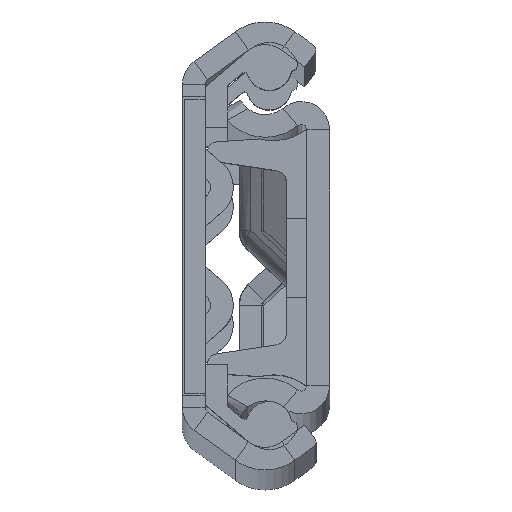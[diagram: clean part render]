
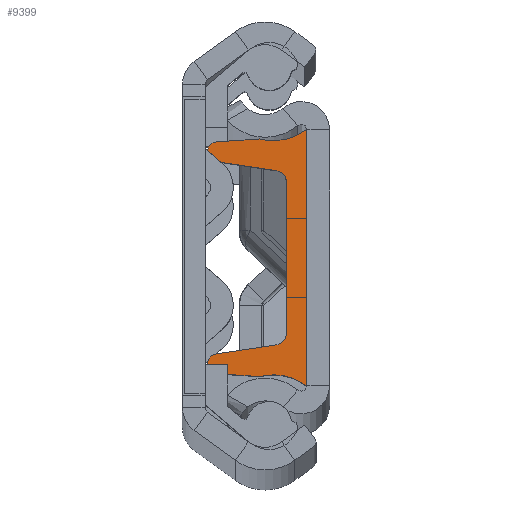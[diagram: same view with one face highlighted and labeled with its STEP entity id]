
A CAD part, top view. The second image highlights one B-rep face of the part: STEP entity #9399.
In plain terms, the highlighted face is planar.
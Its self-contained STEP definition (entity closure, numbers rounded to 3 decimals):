
#20 = ORIENTED_EDGE ( 'NONE', *, *, #6171, .T. ) ;
#39 = LINE ( 'NONE', #4833, #3149 ) ;
#168 = VECTOR ( 'NONE', #4348, 1000. ) ;
#280 = DIRECTION ( 'NONE',  ( 0., 0., -1. ) ) ;
#384 = ORIENTED_EDGE ( 'NONE', *, *, #6520, .T. ) ;
#482 = CARTESIAN_POINT ( 'NONE',  ( 6., -11.35, 0. ) ) ;
#632 = ORIENTED_EDGE ( 'NONE', *, *, #4388, .T. ) ;
#637 = ORIENTED_EDGE ( 'NONE', *, *, #2750, .T. ) ;
#1054 = FACE_OUTER_BOUND ( 'NONE', #6122, .T. ) ;
#1110 = EDGE_CURVE ( 'NONE', #6509, #2844, #3565, .T. ) ;
#1202 = CARTESIAN_POINT ( 'NONE',  ( 6., 10.248, 7.983 ) ) ;
#1258 = VECTOR ( 'NONE', #1765, 1000. ) ;
#1404 = CARTESIAN_POINT ( 'NONE',  ( 6., -15.35, 3. ) ) ;
#1483 = CIRCLE ( 'NONE', #8729, 1. ) ;
#1620 = ORIENTED_EDGE ( 'NONE', *, *, #3159, .F. ) ;
#1675 = DIRECTION ( 'NONE',  ( 0., -1., 0. ) ) ;
#1741 = DIRECTION ( 'NONE',  ( 0., 0., -1. ) ) ;
#1765 = DIRECTION ( 'NONE',  ( 0., -0.067, 0.998 ) ) ;
#1784 = DIRECTION ( 'NONE',  ( 1., 0., 0. ) ) ;
#1811 = LINE ( 'NONE', #3343, #1258 ) ;
#1843 = VERTEX_POINT ( 'NONE', #3692 ) ;
#1934 = CARTESIAN_POINT ( 'NONE',  ( 6., 6.708, 2.8 ) ) ;
#1972 = AXIS2_PLACEMENT_3D ( 'NONE', #1404, #6975, #4667 ) ;
#2032 = DIRECTION ( 'NONE',  ( 0., 0., -1. ) ) ;
#2182 = VERTEX_POINT ( 'NONE', #3135 ) ;
#2654 = EDGE_CURVE ( 'NONE', #3483, #7782, #4862, .T. ) ;
#2748 = CARTESIAN_POINT ( 'NONE',  ( 6., -10.734, 0.718 ) ) ;
#2750 = EDGE_CURVE ( 'NONE', #2182, #6509, #6841, .T. ) ;
#2759 = EDGE_CURVE ( 'NONE', #6392, #5473, #3479, .T. ) ;
#2844 = VERTEX_POINT ( 'NONE', #7644 ) ;
#2867 = CARTESIAN_POINT ( 'NONE',  ( 6., 9.375, 7.925 ) ) ;
#2963 = ORIENTED_EDGE ( 'NONE', *, *, #4326, .F. ) ;
#2989 = DIRECTION ( 'NONE',  ( 0., 0., -1. ) ) ;
#3072 = CARTESIAN_POINT ( 'NONE',  ( 6., -8.51, 8.055 ) ) ;
#3084 = CARTESIAN_POINT ( 'NONE',  ( 6., 10.5, 4.216 ) ) ;
#3135 = CARTESIAN_POINT ( 'NONE',  ( 6., 9.375, 8.8 ) ) ;
#3149 = VECTOR ( 'NONE', #1675, 1000. ) ;
#3159 = EDGE_CURVE ( 'NONE', #7782, #6392, #9895, .T. ) ;
#3214 = ORIENTED_EDGE ( 'NONE', *, *, #7850, .T. ) ;
#3306 = EDGE_CURVE ( 'NONE', #7102, #9045, #39, .T. ) ;
#3343 = CARTESIAN_POINT ( 'NONE',  ( 6., 10.734, 0.718 ) ) ;
#3408 = CARTESIAN_POINT ( 'NONE',  ( 6., 11.35, 0. ) ) ;
#3412 = ORIENTED_EDGE ( 'NONE', *, *, #2654, .F. ) ;
#3479 = LINE ( 'NONE', #2748, #5850 ) ;
#3483 = VERTEX_POINT ( 'NONE', #3408 ) ;
#3494 = CARTESIAN_POINT ( 'NONE',  ( 6., -9.375, 8.8 ) ) ;
#3513 = CIRCLE ( 'NONE', #9392, 1. ) ;
#3565 = LINE ( 'NONE', #6082, #168 ) ;
#3692 = CARTESIAN_POINT ( 'NONE',  ( 6., -7.697, 2.651 ) ) ;
#3731 = CIRCLE ( 'NONE', #9643, 0.875 ) ;
#3745 = DIRECTION ( 'NONE',  ( 0., 0., -1. ) ) ;
#3747 = DIRECTION ( 'NONE',  ( 1., 0., 0. ) ) ;
#3792 = LINE ( 'NONE', #7237, #8976 ) ;
#3895 = VERTEX_POINT ( 'NONE', #3084 ) ;
#3989 = DIRECTION ( 'NONE',  ( 0., 0., -1. ) ) ;
#4326 = EDGE_CURVE ( 'NONE', #1843, #9045, #1483, .T. ) ;
#4348 = DIRECTION ( 'NONE',  ( 0., -0.149, -0.989 ) ) ;
#4386 = ORIENTED_EDGE ( 'NONE', *, *, #8642, .F. ) ;
#4388 = EDGE_CURVE ( 'NONE', #5304, #4827, #7939, .T. ) ;
#4667 = DIRECTION ( 'NONE',  ( 0., 0., -1. ) ) ;
#4821 = CARTESIAN_POINT ( 'NONE',  ( 6., -10.5, 4.216 ) ) ;
#4827 = VERTEX_POINT ( 'NONE', #3494 ) ;
#4833 = CARTESIAN_POINT ( 'NONE',  ( 6., 0., 1.8 ) ) ;
#4862 = LINE ( 'NONE', #6386, #10380 ) ;
#4939 = CARTESIAN_POINT ( 'NONE',  ( 6., 8.51, 8.055 ) ) ;
#4958 = DIRECTION ( 'NONE',  ( 1., 0., 0. ) ) ;
#5245 = AXIS2_PLACEMENT_3D ( 'NONE', #5747, #6477, #3989 ) ;
#5304 = VERTEX_POINT ( 'NONE', #3072 ) ;
#5327 = AXIS2_PLACEMENT_3D ( 'NONE', #9760, #5761, #280 ) ;
#5387 = DIRECTION ( 'NONE',  ( 0., 0., -1. ) ) ;
#5394 = EDGE_CURVE ( 'NONE', #5304, #1843, #3792, .T. ) ;
#5473 = VERTEX_POINT ( 'NONE', #5718 ) ;
#5525 = ORIENTED_EDGE ( 'NONE', *, *, #1110, .T. ) ;
#5718 = CARTESIAN_POINT ( 'NONE',  ( 6., -10.248, 7.983 ) ) ;
#5747 = CARTESIAN_POINT ( 'NONE',  ( 6., -9.375, 7.925 ) ) ;
#5761 = DIRECTION ( 'NONE',  ( 1., 0., 0. ) ) ;
#5850 = VECTOR ( 'NONE', #9916, 1000. ) ;
#6038 = DIRECTION ( 'NONE',  ( 1., 0., 0. ) ) ;
#6077 = CARTESIAN_POINT ( 'NONE',  ( 6., -9.375, 7.925 ) ) ;
#6082 = CARTESIAN_POINT ( 'NONE',  ( 6., 7.136, -1.074 ) ) ;
#6122 = EDGE_LOOP ( 'NONE', ( #9972, #632, #20, #7875, #1620, #3412, #4386, #384, #3214, #637, #5525, #8029, #9161, #2963 ) ) ;
#6171 = EDGE_CURVE ( 'NONE', #4827, #5473, #3731, .T. ) ;
#6369 = CARTESIAN_POINT ( 'NONE',  ( 6., 6.708, 1.8 ) ) ;
#6386 = CARTESIAN_POINT ( 'NONE',  ( 6., 0., 0. ) ) ;
#6392 = VERTEX_POINT ( 'NONE', #4821 ) ;
#6477 = DIRECTION ( 'NONE',  ( 1., 0., 0. ) ) ;
#6509 = VERTEX_POINT ( 'NONE', #4939 ) ;
#6520 = EDGE_CURVE ( 'NONE', #3895, #9145, #1811, .T. ) ;
#6525 = PLANE ( 'NONE',  #6890 ) ;
#6841 = CIRCLE ( 'NONE', #5327, 0.875 ) ;
#6890 = AXIS2_PLACEMENT_3D ( 'NONE', #7422, #1784, #8211 ) ;
#6975 = DIRECTION ( 'NONE',  ( 1., 0., 0. ) ) ;
#7051 = CIRCLE ( 'NONE', #8581, 0.875 ) ;
#7102 = VERTEX_POINT ( 'NONE', #6369 ) ;
#7237 = CARTESIAN_POINT ( 'NONE',  ( 6., -7.136, -1.074 ) ) ;
#7268 = EDGE_CURVE ( 'NONE', #7102, #2844, #3513, .T. ) ;
#7422 = CARTESIAN_POINT ( 'NONE',  ( 6., 0., 0. ) ) ;
#7644 = CARTESIAN_POINT ( 'NONE',  ( 6., 7.697, 2.651 ) ) ;
#7782 = VERTEX_POINT ( 'NONE', #482 ) ;
#7850 = EDGE_CURVE ( 'NONE', #9145, #2182, #7051, .T. ) ;
#7868 = DIRECTION ( 'NONE',  ( 0., 0.149, -0.989 ) ) ;
#7875 = ORIENTED_EDGE ( 'NONE', *, *, #2759, .F. ) ;
#7896 = CIRCLE ( 'NONE', #9761, 5. ) ;
#7939 = CIRCLE ( 'NONE', #5245, 0.875 ) ;
#8029 = ORIENTED_EDGE ( 'NONE', *, *, #7268, .F. ) ;
#8078 = DIRECTION ( 'NONE',  ( 0., -1., 0. ) ) ;
#8211 = DIRECTION ( 'NONE',  ( 0., 0., -1. ) ) ;
#8581 = AXIS2_PLACEMENT_3D ( 'NONE', #2867, #9989, #3745 ) ;
#8642 = EDGE_CURVE ( 'NONE', #3895, #3483, #7896, .T. ) ;
#8729 = AXIS2_PLACEMENT_3D ( 'NONE', #10208, #8809, #2989 ) ;
#8809 = DIRECTION ( 'NONE',  ( 1., 0., 0. ) ) ;
#8976 = VECTOR ( 'NONE', #7868, 1000. ) ;
#9045 = VERTEX_POINT ( 'NONE', #9806 ) ;
#9145 = VERTEX_POINT ( 'NONE', #1202 ) ;
#9161 = ORIENTED_EDGE ( 'NONE', *, *, #3306, .T. ) ;
#9392 = AXIS2_PLACEMENT_3D ( 'NONE', #1934, #4958, #1741 ) ;
#9399 = ADVANCED_FACE ( 'NONE', ( #1054 ), #6525, .T. ) ;
#9643 = AXIS2_PLACEMENT_3D ( 'NONE', #6077, #3747, #5387 ) ;
#9760 = CARTESIAN_POINT ( 'NONE',  ( 6., 9.375, 7.925 ) ) ;
#9761 = AXIS2_PLACEMENT_3D ( 'NONE', #10044, #6038, #2032 ) ;
#9806 = CARTESIAN_POINT ( 'NONE',  ( 6., -6.708, 1.8 ) ) ;
#9895 = CIRCLE ( 'NONE', #1972, 5. ) ;
#9916 = DIRECTION ( 'NONE',  ( 0., 0.067, 0.998 ) ) ;
#9972 = ORIENTED_EDGE ( 'NONE', *, *, #5394, .F. ) ;
#9989 = DIRECTION ( 'NONE',  ( 1., 0., 0. ) ) ;
#10044 = CARTESIAN_POINT ( 'NONE',  ( 6., 15.35, 3. ) ) ;
#10208 = CARTESIAN_POINT ( 'NONE',  ( 6., -6.708, 2.8 ) ) ;
#10380 = VECTOR ( 'NONE', #8078, 1000. ) ;
